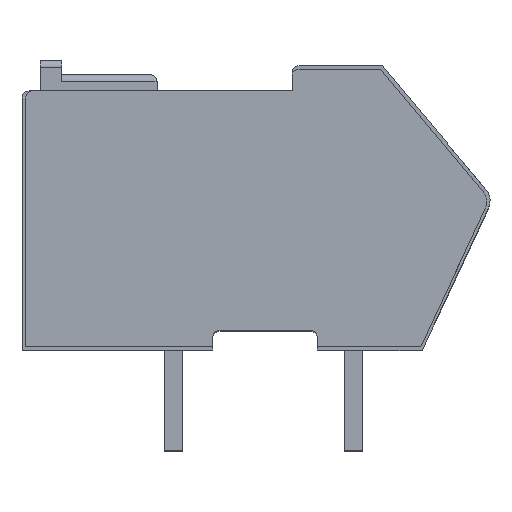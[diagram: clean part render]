
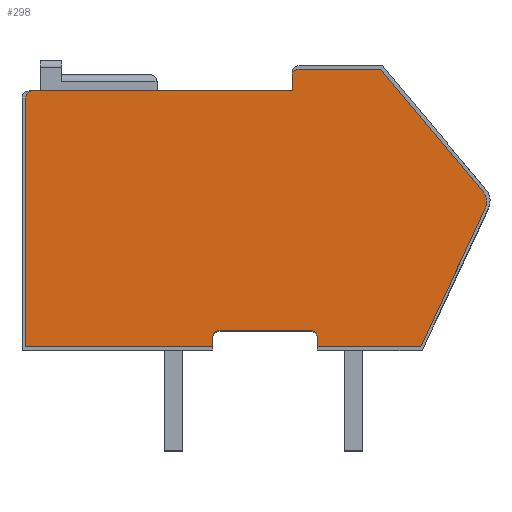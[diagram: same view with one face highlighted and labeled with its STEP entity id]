
A CAD part, top view. The second image highlights one B-rep face of the part: STEP entity #298.
In plain terms, the highlighted planar face has unit normal (0, 0, 1).
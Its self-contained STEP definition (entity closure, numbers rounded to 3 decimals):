
#298 = ADVANCED_FACE( '', ( #839 ), #840, .T. );
#839 = FACE_OUTER_BOUND( '', #1489, .T. );
#840 = PLANE( '', #1490 );
#1489 = EDGE_LOOP( '', ( #3488, #3489, #3490, #3491, #3492, #3493, #3494, #3495, #3496, #3497, #3498, #3499, #3500, #3501, #3502, #3503 ) );
#1490 = AXIS2_PLACEMENT_3D( '', #3504, #3505, #3506 );
#3488 = ORIENTED_EDGE( '', *, *, #5064, .T. );
#3489 = ORIENTED_EDGE( '', *, *, #5065, .T. );
#3490 = ORIENTED_EDGE( '', *, *, #5066, .T. );
#3491 = ORIENTED_EDGE( '', *, *, #5067, .T. );
#3492 = ORIENTED_EDGE( '', *, *, #5068, .F. );
#3493 = ORIENTED_EDGE( '', *, *, #5069, .T. );
#3494 = ORIENTED_EDGE( '', *, *, #5070, .F. );
#3495 = ORIENTED_EDGE( '', *, *, #5071, .T. );
#3496 = ORIENTED_EDGE( '', *, *, #5072, .T. );
#3497 = ORIENTED_EDGE( '', *, *, #5073, .T. );
#3498 = ORIENTED_EDGE( '', *, *, #5074, .T. );
#3499 = ORIENTED_EDGE( '', *, *, #5075, .T. );
#3500 = ORIENTED_EDGE( '', *, *, #5076, .T. );
#3501 = ORIENTED_EDGE( '', *, *, #5077, .T. );
#3502 = ORIENTED_EDGE( '', *, *, #5078, .T. );
#3503 = ORIENTED_EDGE( '', *, *, #5079, .T. );
#3504 = CARTESIAN_POINT( '', ( -3.9, 7., 13.7 ) );
#3505 = DIRECTION( '', ( 0., 0., 1. ) );
#3506 = DIRECTION( '', ( 1., 0., 0. ) );
#5064 = EDGE_CURVE( '', #6409, #6410, #6411, .T. );
#5065 = EDGE_CURVE( '', #6410, #6412, #6413, .T. );
#5066 = EDGE_CURVE( '', #6412, #6414, #6415, .T. );
#5067 = EDGE_CURVE( '', #6414, #6416, #6417, .T. );
#5068 = EDGE_CURVE( '', #6418, #6416, #6419, .T. );
#5069 = EDGE_CURVE( '', #6418, #6420, #6421, .T. );
#5070 = EDGE_CURVE( '', #6422, #6420, #6423, .T. );
#5071 = EDGE_CURVE( '', #6422, #6424, #6425, .T. );
#5072 = EDGE_CURVE( '', #6424, #6426, #6427, .T. );
#5073 = EDGE_CURVE( '', #6426, #6428, #6429, .T. );
#5074 = EDGE_CURVE( '', #6428, #6430, #6431, .T. );
#5075 = EDGE_CURVE( '', #6430, #6432, #6433, .T. );
#5076 = EDGE_CURVE( '', #6432, #6434, #6435, .T. );
#5077 = EDGE_CURVE( '', #6434, #6436, #6437, .T. );
#5078 = EDGE_CURVE( '', #6436, #6438, #6439, .T. );
#5079 = EDGE_CURVE( '', #6438, #6409, #6440, .T. );
#6409 = VERTEX_POINT( '', #8430 );
#6410 = VERTEX_POINT( '', #8431 );
#6411 = CIRCLE( '', #8432, 0.2 );
#6412 = VERTEX_POINT( '', #8433 );
#6413 = LINE( '', #8434, #8435 );
#6414 = VERTEX_POINT( '', #8436 );
#6415 = LINE( '', #8437, #8438 );
#6416 = VERTEX_POINT( '', #8439 );
#6417 = LINE( '', #8440, #8441 );
#6418 = VERTEX_POINT( '', #8442 );
#6419 = CIRCLE( '', #8443, 0.2 );
#6420 = VERTEX_POINT( '', #8444 );
#6421 = LINE( '', #8445, #8446 );
#6422 = VERTEX_POINT( '', #8447 );
#6423 = CIRCLE( '', #8448, 0.2 );
#6424 = VERTEX_POINT( '', #8449 );
#6425 = LINE( '', #8450, #8451 );
#6426 = VERTEX_POINT( '', #8452 );
#6427 = LINE( '', #8453, #8454 );
#6428 = VERTEX_POINT( '', #8455 );
#6429 = LINE( '', #8456, #8457 );
#6430 = VERTEX_POINT( '', #8458 );
#6431 = CIRCLE( '', #8459, 0.5 );
#6432 = VERTEX_POINT( '', #8460 );
#6433 = LINE( '', #8461, #8462 );
#6434 = VERTEX_POINT( '', #8463 );
#6435 = LINE( '', #8464, #8465 );
#6436 = VERTEX_POINT( '', #8466 );
#6437 = CIRCLE( '', #8467, 0.2 );
#6438 = VERTEX_POINT( '', #8468 );
#6439 = LINE( '', #8469, #8470 );
#6440 = LINE( '', #8471, #8472 );
#8430 = CARTESIAN_POINT( '', ( -3.9, 7.2, 13.7 ) );
#8431 = CARTESIAN_POINT( '', ( -4.1, 7., 13.7 ) );
#8432 = AXIS2_PLACEMENT_3D( '', #9749, #9750, #9751 );
#8433 = CARTESIAN_POINT( '', ( -4.1, 0.1, 13.7 ) );
#8434 = CARTESIAN_POINT( '', ( -4.1, 7., 13.7 ) );
#8435 = VECTOR( '', #9752, 1000. );
#8436 = CARTESIAN_POINT( '', ( 1.1, 0.1, 13.7 ) );
#8437 = CARTESIAN_POINT( '', ( -4.1, 0.1, 13.7 ) );
#8438 = VECTOR( '', #9753, 1000. );
#8439 = CARTESIAN_POINT( '', ( 1.1, 0.35, 13.7 ) );
#8440 = CARTESIAN_POINT( '', ( 1.1, 0.1, 13.7 ) );
#8441 = VECTOR( '', #9754, 1000. );
#8442 = CARTESIAN_POINT( '', ( 1.3, 0.55, 13.7 ) );
#8443 = AXIS2_PLACEMENT_3D( '', #9755, #9756, #9757 );
#8444 = CARTESIAN_POINT( '', ( 3.8, 0.55, 13.7 ) );
#8445 = CARTESIAN_POINT( '', ( 1.3, 0.55, 13.7 ) );
#8446 = VECTOR( '', #9758, 1000. );
#8447 = CARTESIAN_POINT( '', ( 4., 0.35, 13.7 ) );
#8448 = AXIS2_PLACEMENT_3D( '', #9759, #9760, #9761 );
#8449 = CARTESIAN_POINT( '', ( 4., 0.1, 13.7 ) );
#8450 = CARTESIAN_POINT( '', ( 4., 0.35, 13.7 ) );
#8451 = VECTOR( '', #9762, 1000. );
#8452 = CARTESIAN_POINT( '', ( 6.88, 0.1, 13.7 ) );
#8453 = CARTESIAN_POINT( '', ( 4., 0.1, 13.7 ) );
#8454 = VECTOR( '', #9763, 1000. );
#8455 = CARTESIAN_POINT( '', ( 8.653, 3.902, 13.7 ) );
#8456 = CARTESIAN_POINT( '', ( 6.88, 0.1, 13.7 ) );
#8457 = VECTOR( '', #9764, 1000. );
#8458 = CARTESIAN_POINT( '', ( 8.583, 4.435, 13.7 ) );
#8459 = AXIS2_PLACEMENT_3D( '', #9765, #9766, #9767 );
#8460 = CARTESIAN_POINT( '', ( 5.759, 7.8, 13.7 ) );
#8461 = CARTESIAN_POINT( '', ( 8.583, 4.435, 13.7 ) );
#8462 = VECTOR( '', #9768, 1000. );
#8463 = CARTESIAN_POINT( '', ( 3.5, 7.8, 13.7 ) );
#8464 = CARTESIAN_POINT( '', ( 5.759, 7.8, 13.7 ) );
#8465 = VECTOR( '', #9769, 1000. );
#8466 = CARTESIAN_POINT( '', ( 3.3, 7.6, 13.7 ) );
#8467 = AXIS2_PLACEMENT_3D( '', #9770, #9771, #9772 );
#8468 = CARTESIAN_POINT( '', ( 3.3, 7.2, 13.7 ) );
#8469 = CARTESIAN_POINT( '', ( 3.3, 7.6, 13.7 ) );
#8470 = VECTOR( '', #9773, 1000. );
#8471 = CARTESIAN_POINT( '', ( 3.3, 7.2, 13.7 ) );
#8472 = VECTOR( '', #9774, 1000. );
#9749 = CARTESIAN_POINT( '', ( -3.9, 7., 13.7 ) );
#9750 = DIRECTION( '', ( 0., 0., 1. ) );
#9751 = DIRECTION( '', ( 1., 0., 0. ) );
#9752 = DIRECTION( '', ( 0., -1., 0. ) );
#9753 = DIRECTION( '', ( 1., 0., 0. ) );
#9754 = DIRECTION( '', ( 0., 1., 0. ) );
#9755 = CARTESIAN_POINT( '', ( 1.3, 0.35, 13.7 ) );
#9756 = DIRECTION( '', ( 0., 0., 1. ) );
#9757 = DIRECTION( '', ( 1., 0., 0. ) );
#9758 = DIRECTION( '', ( 1., 0., 0. ) );
#9759 = CARTESIAN_POINT( '', ( 3.8, 0.35, 13.7 ) );
#9760 = DIRECTION( '', ( 0., 0., 1. ) );
#9761 = DIRECTION( '', ( 1., 0., 0. ) );
#9762 = DIRECTION( '', ( 0., -1., 0. ) );
#9763 = DIRECTION( '', ( 1., 0., 0. ) );
#9764 = DIRECTION( '', ( 0.423, 0.906, 0. ) );
#9765 = CARTESIAN_POINT( '', ( 8.2, 4.114, 13.7 ) );
#9766 = DIRECTION( '', ( 0., 0., 1. ) );
#9767 = DIRECTION( '', ( 1., 0., 0. ) );
#9768 = DIRECTION( '', ( -0.643, 0.766, 0. ) );
#9769 = DIRECTION( '', ( -1., 0., 0. ) );
#9770 = CARTESIAN_POINT( '', ( 3.5, 7.6, 13.7 ) );
#9771 = DIRECTION( '', ( 0., 0., 1. ) );
#9772 = DIRECTION( '', ( 1., 0., 0. ) );
#9773 = DIRECTION( '', ( 0., -1., 0. ) );
#9774 = DIRECTION( '', ( -1., 0., 0. ) );
